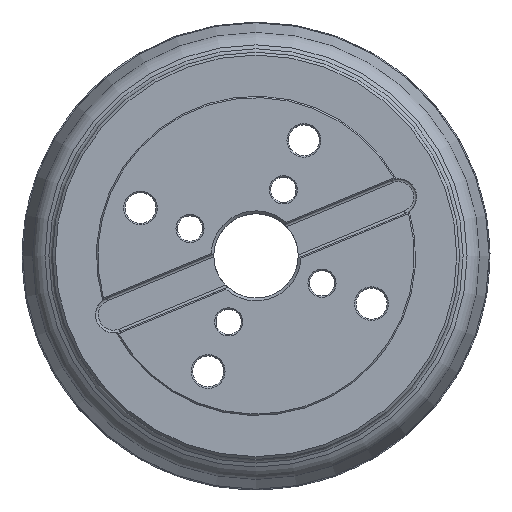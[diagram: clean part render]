
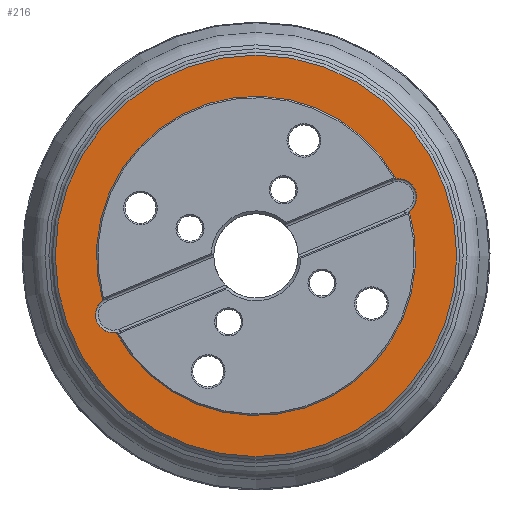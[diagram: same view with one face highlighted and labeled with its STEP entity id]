
A CAD part, top view. The second image highlights one B-rep face of the part: STEP entity #216.
In plain terms, the highlighted planar face has unit normal (0, 0, 1).
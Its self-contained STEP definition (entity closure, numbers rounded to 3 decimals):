
#66=PLANE('',#1607);
#216=ADVANCED_FACE('',(#464,#465),#66,.T.);
#464=FACE_BOUND('',#648,.T.);
#465=FACE_BOUND('',#649,.T.);
#648=EDGE_LOOP('',(#869,#870,#871,#872));
#649=EDGE_LOOP('',(#873));
#869=ORIENTED_EDGE('',*,*,#1305,.F.);
#870=ORIENTED_EDGE('',*,*,#1266,.T.);
#871=ORIENTED_EDGE('',*,*,#1306,.F.);
#872=ORIENTED_EDGE('',*,*,#1307,.T.);
#873=ORIENTED_EDGE('',*,*,#1308,.T.);
#1133=VERTEX_POINT('',#2318);
#1134=VERTEX_POINT('',#2320);
#1171=VERTEX_POINT('',#2422);
#1172=VERTEX_POINT('',#2424);
#1173=VERTEX_POINT('',#2427);
#1266=EDGE_CURVE('',#1134,#1133,#1434,.T.);
#1305=EDGE_CURVE('',#1134,#1171,#1466,.T.);
#1306=EDGE_CURVE('',#1172,#1133,#1467,.T.);
#1307=EDGE_CURVE('',#1172,#1171,#1468,.T.);
#1308=EDGE_CURVE('',#1173,#1173,#1469,.T.);
#1434=CIRCLE('',#1560,113.5);
#1466=CIRCLE('',#1603,12.85);
#1467=CIRCLE('',#1604,12.85);
#1468=CIRCLE('',#1605,113.5);
#1469=CIRCLE('',#1606,142.75);
#1560=AXIS2_PLACEMENT_3D('',#2319,#1830,#1831);
#1603=AXIS2_PLACEMENT_3D('',#2421,#1918,#1919);
#1604=AXIS2_PLACEMENT_3D('',#2423,#1920,#1921);
#1605=AXIS2_PLACEMENT_3D('',#2425,#1922,#1923);
#1606=AXIS2_PLACEMENT_3D('',#2426,#1924,#1925);
#1607=AXIS2_PLACEMENT_3D('',#2428,#1926,#1927);
#1830=DIRECTION('',(0.,0.,-1.));
#1831=DIRECTION('',(1.,0.,0.));
#1918=DIRECTION('',(0.,0.,1.));
#1919=DIRECTION('',(-1.,0.,0.));
#1920=DIRECTION('',(0.,0.,1.));
#1921=DIRECTION('',(-1.,0.,0.));
#1922=DIRECTION('',(0.,0.,-1.));
#1923=DIRECTION('',(1.,0.,0.));
#1924=DIRECTION('',(0.,0.,1.));
#1925=DIRECTION('',(-1.,0.,0.));
#1926=DIRECTION('',(0.,0.,1.));
#1927=DIRECTION('',(-1.,0.,0.));
#2318=CARTESIAN_POINT('',(99.461,54.678,16.));
#2319=CARTESIAN_POINT('',(0.,0.,16.));
#2320=CARTESIAN_POINT('',(-108.993,-31.666,16.));
#2421=CARTESIAN_POINT('',(-101.303,-41.961,16.));
#2422=CARTESIAN_POINT('',(-99.461,-54.678,16.));
#2423=CARTESIAN_POINT('',(101.303,41.961,16.));
#2424=CARTESIAN_POINT('',(108.993,31.666,16.));
#2425=CARTESIAN_POINT('',(0.,0.,16.));
#2426=CARTESIAN_POINT('',(0.,0.,16.));
#2427=CARTESIAN_POINT('',(-142.75,0.,16.));
#2428=CARTESIAN_POINT('',(-144.75,0.,16.));
